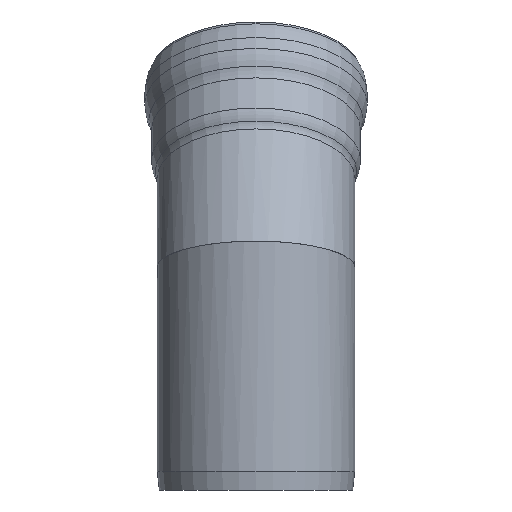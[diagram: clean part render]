
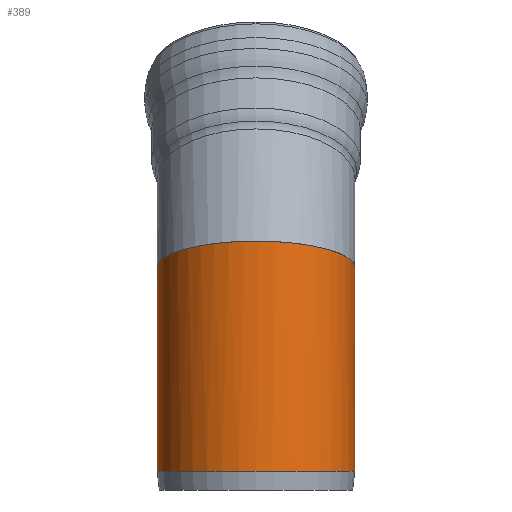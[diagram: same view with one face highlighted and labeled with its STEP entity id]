
A CAD part, left-side view. The second image highlights one B-rep face of the part: STEP entity #389.
In plain terms, the highlighted cylindrical face has radius 665 mm (diameter 1330 mm), a full revolution.
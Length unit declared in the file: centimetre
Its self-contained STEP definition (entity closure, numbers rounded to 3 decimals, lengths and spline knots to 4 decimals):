
#26=ELLIPSE('',#499,68.8459,66.5);
#34=CYLINDRICAL_SURFACE('',#497,66.5);
#66=FACE_OUTER_BOUND('',#93,.T.);
#93=EDGE_LOOP('',(#341,#342,#343,#344));
#139=CIRCLE('',#498,66.5);
#174=VERTEX_POINT('',#782);
#175=VERTEX_POINT('',#784);
#230=EDGE_CURVE('',#174,#174,#139,.T.);
#231=EDGE_CURVE('',#174,#175,#414,.T.);
#232=EDGE_CURVE('',#175,#175,#26,.T.);
#341=ORIENTED_EDGE('',*,*,#230,.F.);
#342=ORIENTED_EDGE('',*,*,#231,.T.);
#343=ORIENTED_EDGE('',*,*,#232,.F.);
#344=ORIENTED_EDGE('',*,*,#231,.F.);
#389=ADVANCED_FACE('',(#66),#34,.T.);
#414=LINE('',#785,#430);
#430=VECTOR('',#648,66.5);
#497=AXIS2_PLACEMENT_3D('',#781,#644,#645);
#498=AXIS2_PLACEMENT_3D('',#783,#646,#647);
#499=AXIS2_PLACEMENT_3D('',#786,#649,#650);
#644=DIRECTION('center_axis',(0.,0.,-1.));
#645=DIRECTION('ref_axis',(0.,1.,0.));
#646=DIRECTION('center_axis',(0.,0.,-1.));
#647=DIRECTION('ref_axis',(1.,0.,0.));
#648=DIRECTION('',(0.,0.,1.));
#649=DIRECTION('center_axis',(0.259,0.,0.966));
#650=DIRECTION('ref_axis',(0.966,0.,-0.259));
#781=CARTESIAN_POINT('Origin',(0.,0.,
28.6614));
#782=CARTESIAN_POINT('',(0.,-66.5,12.5));
#783=CARTESIAN_POINT('Origin',(0.,0.,
12.5));
#784=CARTESIAN_POINT('',(0.,-66.5,150.));
#785=CARTESIAN_POINT('',(0.,-66.5,28.6614));
#786=CARTESIAN_POINT('Origin',(0.,0.,
150.));
